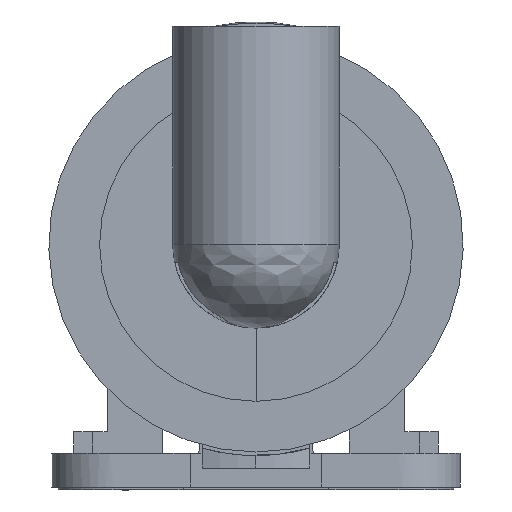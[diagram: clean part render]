
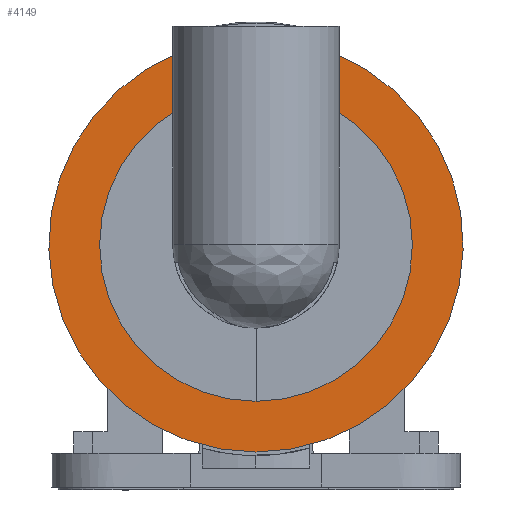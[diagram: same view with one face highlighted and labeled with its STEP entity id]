
A CAD part, front view. The second image highlights one B-rep face of the part: STEP entity #4149.
In plain terms, the highlighted planar face has unit normal (0, -1, 0).
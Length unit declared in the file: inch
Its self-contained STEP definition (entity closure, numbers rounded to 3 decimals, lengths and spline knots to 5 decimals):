
#59 = CIRCLE ( 'NONE', #3511, 1.39764 ) ;
#154 = AXIS2_PLACEMENT_3D ( 'NONE', #1669, #2366, #6500 ) ;
#488 = EDGE_CURVE ( 'NONE', #5533, #2740, #10130, .T. ) ;
#543 = DIRECTION ( 'NONE',  ( 0.637, 0., 0.77 ) ) ;
#545 = CARTESIAN_POINT ( 'NONE',  ( 0.29557, -0.32283, 3.00005 ) ) ;
#583 = AXIS2_PLACEMENT_3D ( 'NONE', #8420, #9239, #8316 ) ;
#742 = CIRCLE ( 'NONE', #9555, 1.22047 ) ;
#975 = DIRECTION ( 'NONE',  ( 0., 1., 0. ) ) ;
#1106 = VERTEX_POINT ( 'NONE', #8573 ) ;
#1111 = DIRECTION ( 'NONE',  ( 0., 0., -1. ) ) ;
#1176 = CIRCLE ( 'NONE', #154, 1.05512 ) ;
#1183 = DIRECTION ( 'NONE',  ( 0., 1., 0. ) ) ;
#1185 = ORIENTED_EDGE ( 'NONE', *, *, #2176, .F. ) ;
#1669 = CARTESIAN_POINT ( 'NONE',  ( 0.00004, -0.32283, 1.63402 ) ) ;
#1779 = DIRECTION ( 'NONE',  ( 0.637, 0., -0.77 ) ) ;
#2176 = EDGE_CURVE ( 'NONE', #8133, #1106, #5686, .T. ) ;
#2366 = DIRECTION ( 'NONE',  ( 0., -1., 0. ) ) ;
#2730 = DIRECTION ( 'NONE',  ( 0., 0., 1. ) ) ;
#2740 = VERTEX_POINT ( 'NONE', #545 ) ;
#2806 = CARTESIAN_POINT ( 'NONE',  ( 0.00004, -0.32283, 0.23638 ) ) ;
#2903 = AXIS2_PLACEMENT_3D ( 'NONE', #10445, #5643, #8902 ) ;
#3056 = ORIENTED_EDGE ( 'NONE', *, *, #10193, .F. ) ;
#3511 = AXIS2_PLACEMENT_3D ( 'NONE', #5920, #975, #7507 ) ;
#3637 = CARTESIAN_POINT ( 'NONE',  ( 0.00004, -0.32283, 1.63402 ) ) ;
#3722 = CARTESIAN_POINT ( 'NONE',  ( -0.16572, -0.32283, 2.84318 ) ) ;
#3763 = EDGE_LOOP ( 'NONE', ( #9195, #1185 ) ) ;
#4149 = ADVANCED_FACE ( 'NONE', ( #5811, #4688 ), #9240, .F. ) ;
#4337 = ORIENTED_EDGE ( 'NONE', *, *, #6824, .F. ) ;
#4590 = CARTESIAN_POINT ( 'NONE',  ( 0.29557, -0.32283, 3.00005 ) ) ;
#4688 = FACE_BOUND ( 'NONE', #3763, .T. ) ;
#5210 = DIRECTION ( 'NONE',  ( 0., 1., 0. ) ) ;
#5297 = EDGE_LOOP ( 'NONE', ( #3056, #4337, #5973, #6550, #9885 ) ) ;
#5533 = VERTEX_POINT ( 'NONE', #9416 ) ;
#5640 = VERTEX_POINT ( 'NONE', #8233 ) ;
#5643 = DIRECTION ( 'NONE',  ( 0., 1., 0. ) ) ;
#5686 = CIRCLE ( 'NONE', #583, 1.05512 ) ;
#5811 = FACE_OUTER_BOUND ( 'NONE', #5297, .T. ) ;
#5916 = EDGE_CURVE ( 'NONE', #2740, #5640, #7558, .T. ) ;
#5920 = CARTESIAN_POINT ( 'NONE',  ( 0.00004, -0.32283, 1.63402 ) ) ;
#5973 = ORIENTED_EDGE ( 'NONE', *, *, #5916, .F. ) ;
#6164 = AXIS2_PLACEMENT_3D ( 'NONE', #2806, #5210, #2730 ) ;
#6241 = EDGE_CURVE ( 'NONE', #7158, #5533, #742, .T. ) ;
#6500 = DIRECTION ( 'NONE',  ( 0., 0., -1. ) ) ;
#6550 = ORIENTED_EDGE ( 'NONE', *, *, #488, .F. ) ;
#6606 = CARTESIAN_POINT ( 'NONE',  ( -0.16572, -0.32283, 2.84318 ) ) ;
#6824 = EDGE_CURVE ( 'NONE', #5640, #8114, #59, .T. ) ;
#7056 = VECTOR ( 'NONE', #1779, 39.37008 ) ;
#7158 = VERTEX_POINT ( 'NONE', #3722 ) ;
#7507 = DIRECTION ( 'NONE',  ( 0., 0., -1. ) ) ;
#7556 = LINE ( 'NONE', #6606, #7056 ) ;
#7558 = CIRCLE ( 'NONE', #2903, 1.39764 ) ;
#8114 = VERTEX_POINT ( 'NONE', #10113 ) ;
#8133 = VERTEX_POINT ( 'NONE', #10377 ) ;
#8233 = CARTESIAN_POINT ( 'NONE',  ( 0.00004, -0.32283, 0.23638 ) ) ;
#8316 = DIRECTION ( 'NONE',  ( 0., 0., -1. ) ) ;
#8420 = CARTESIAN_POINT ( 'NONE',  ( 0.00004, -0.32283, 1.63402 ) ) ;
#8573 = CARTESIAN_POINT ( 'NONE',  ( 0.00004, -0.32283, 0.5789 ) ) ;
#8902 = DIRECTION ( 'NONE',  ( 0., 0., -1. ) ) ;
#9195 = ORIENTED_EDGE ( 'NONE', *, *, #9870, .F. ) ;
#9239 = DIRECTION ( 'NONE',  ( 0., -1., 0. ) ) ;
#9240 = PLANE ( 'NONE',  #6164 ) ;
#9416 = CARTESIAN_POINT ( 'NONE',  ( 0.16579, -0.32283, 2.84318 ) ) ;
#9555 = AXIS2_PLACEMENT_3D ( 'NONE', #3637, #1183, #1111 ) ;
#9751 = VECTOR ( 'NONE', #543, 39.37008 ) ;
#9870 = EDGE_CURVE ( 'NONE', #1106, #8133, #1176, .T. ) ;
#9885 = ORIENTED_EDGE ( 'NONE', *, *, #6241, .F. ) ;
#10113 = CARTESIAN_POINT ( 'NONE',  ( -0.2955, -0.32283, 3.00005 ) ) ;
#10130 = LINE ( 'NONE', #4590, #9751 ) ;
#10193 = EDGE_CURVE ( 'NONE', #8114, #7158, #7556, .T. ) ;
#10377 = CARTESIAN_POINT ( 'NONE',  ( 0.00004, -0.32283, 2.68913 ) ) ;
#10445 = CARTESIAN_POINT ( 'NONE',  ( 0.00004, -0.32283, 1.63402 ) ) ;
